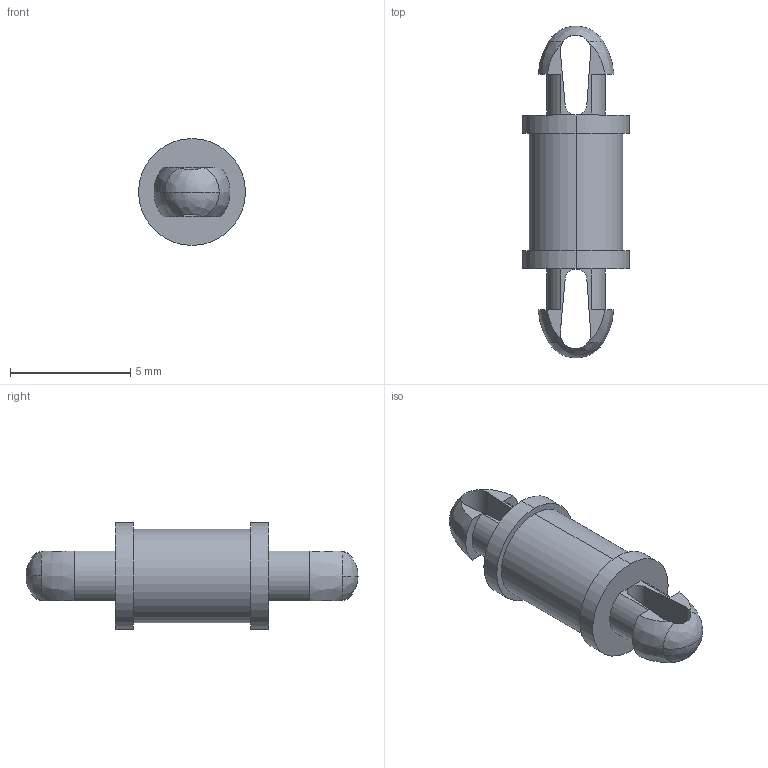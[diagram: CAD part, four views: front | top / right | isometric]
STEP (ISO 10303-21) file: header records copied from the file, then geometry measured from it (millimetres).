
FILE_DESCRIPTION(('STEP AP214'),'1');
FILE_NAME('1069531.stp','2023-07-24T05:58:27',('TraceParts'),('TraceParts S.A.'),'Spatial InterOp 3D',' ',' ');
FILE_SCHEMA(('AUTOMOTIVE_DESIGN { 1 0 10303 214 1 1 1 1 }'));
Length unit declared in the file: millimetre
Products named in the file (1): 1069531_1
Bounding box: 4.45 x 13.81 x 4.45 mm (x, y, z)
Volume: 99.9 mm3; surface area: 216.9 mm2
Topology: 2 solids, 2 shells, 47 faces, 134 edges, 86 vertices
Faces by surface type: plane 21, cylinder 18, bspline 8
Entity records: 1715 total; most frequent: CARTESIAN_POINT 513, ORIENTED_EDGE 260, DIRECTION 244, EDGE_CURVE 130, AXIS2_PLACEMENT_3D 97, VERTEX_POINT 86, CIRCLE 56, EDGE_LOOP 50
